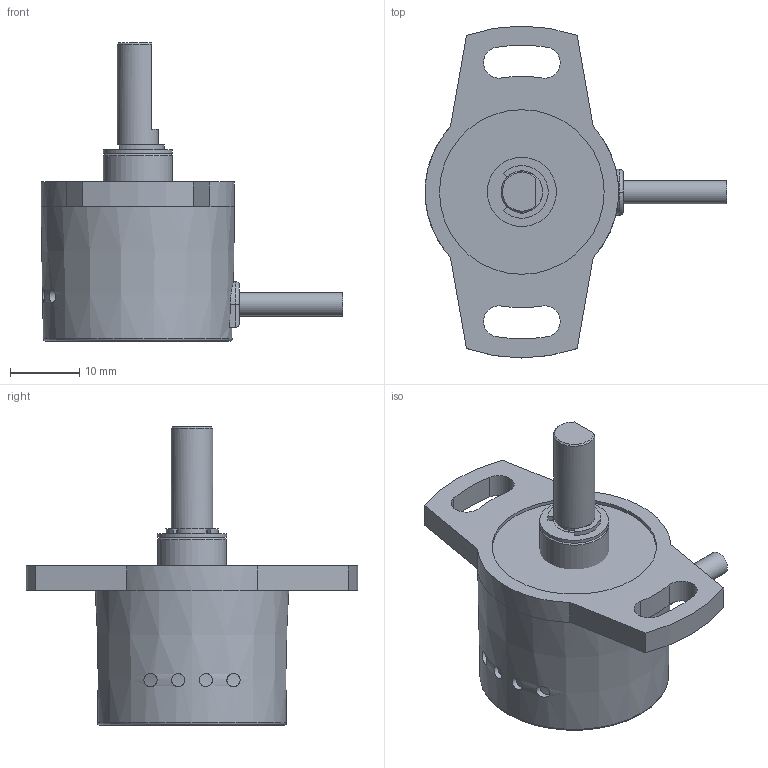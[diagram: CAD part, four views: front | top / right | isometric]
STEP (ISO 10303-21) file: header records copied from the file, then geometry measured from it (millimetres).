
FILE_DESCRIPTION(('Bauteilbeschreibung','HiCAD-Model','HiCAD-STEP-TRANSLATION','Bauteilbeschreibung'),'2;1');
FILE_NAME('VERT-X 2801_2831.STP','2009-05-05T12:45:59+00:00',('Konstrukteur'),('Konstrukteur Firma GmbH'),' HiCAD neXt 2008, Step 3.1.1401.2D ','HiCAD neXt 2008','confidential');
FILE_SCHEMA(('AUTOMOTIVE_DESIGN { 1 2 10303 214 0 1 1 1 }'));
Length unit declared in the file: millimetre
Products named in the file (5): VERT_X 2801_2831; VERT_X_2801_XXX_XXX_XXX; CABLE; HOUSING; SHAFT
Assembly tree (4 placements, depth 3):
  VERT_X 2801_2831
    VERT_X_2801_XXX_XXX_XXX
      CABLE
      HOUSING
      SHAFT
Bounding box: 43.66 x 48 x 43.1 mm (x, y, z)
Volume: 17430.7 mm3; surface area: 5911.2 mm2
Topology: 4 solids, 4 shells, 84 faces, 188 edges, 123 vertices
Faces by surface type: cylinder 41, plane 35, cone 4, torus 4
Full cylindrical faces by diameter (mm): 1.9 x4, 3.4 x1, 3.7 x1, 5 x1, 6 x3, 10 x2, 23.8 x1, 26 x1, 28 x1
Entity records: 4086 total; most frequent: CARTESIAN_POINT 1517, DIRECTION 407, ORIENTED_EDGE 312, AXIS2_PLACEMENT_3D 174, EDGE_CURVE 156, COLOUR_RGB 136, PRESENTATION_STYLE_ASSIGNMENT 136, CURVE_STYLE 133
